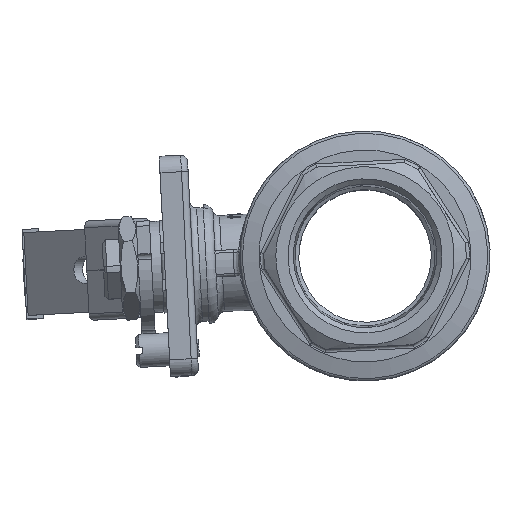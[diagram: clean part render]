
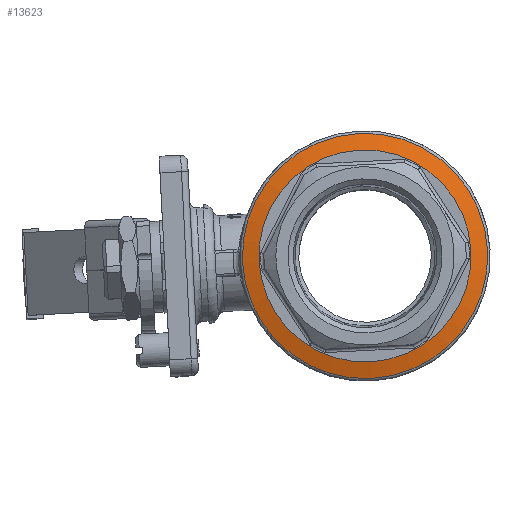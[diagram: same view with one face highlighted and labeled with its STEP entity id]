
A CAD part, top view. The second image highlights one B-rep face of the part: STEP entity #13623.
In plain terms, the highlighted conical face has half-angle 75 degrees and reference radius 37.75 mm.
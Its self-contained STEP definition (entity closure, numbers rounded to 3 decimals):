
#412=CONICAL_SURFACE('',#14661,37.75,1.309);
#4962=ORIENTED_EDGE('',*,*,#8142,.T.);
#4963=ORIENTED_EDGE('',*,*,#8110,.F.);
#8110=EDGE_CURVE('',#9841,#9841,#10769,.T.);
#8142=EDGE_CURVE('',#9861,#9861,#10783,.T.);
#9841=VERTEX_POINT('',#22002);
#9861=VERTEX_POINT('',#22103);
#10769=CIRCLE('',#14631,32.);
#10783=CIRCLE('',#14662,37.009);
#11336=EDGE_LOOP('',(#4962));
#11337=EDGE_LOOP('',(#4963));
#12281=FACE_BOUND('',#11336,.T.);
#12282=FACE_BOUND('',#11337,.T.);
#13623=ADVANCED_FACE('',(#12281,#12282),#412,.T.);
#14631=AXIS2_PLACEMENT_3D('',#22001,#16555,#16556);
#14661=AXIS2_PLACEMENT_3D('',#22101,#16627,#16628);
#14662=AXIS2_PLACEMENT_3D('',#22102,#16629,#16630);
#16555=DIRECTION('',(-1.,0.,0.));
#16556=DIRECTION('',(0.,0.,1.));
#16627=DIRECTION('',(1.,0.,0.));
#16628=DIRECTION('',(0.,0.,-1.));
#16629=DIRECTION('',(-1.,0.,0.));
#16630=DIRECTION('',(0.,0.,1.));
#22001=CARTESIAN_POINT('',(-18.2,0.,0.));
#22002=CARTESIAN_POINT('',(-18.2,0.,32.));
#22101=CARTESIAN_POINT('',(-16.659,0.,0.));
#22102=CARTESIAN_POINT('',(-16.858,0.,0.));
#22103=CARTESIAN_POINT('',(-16.858,0.,37.009));
